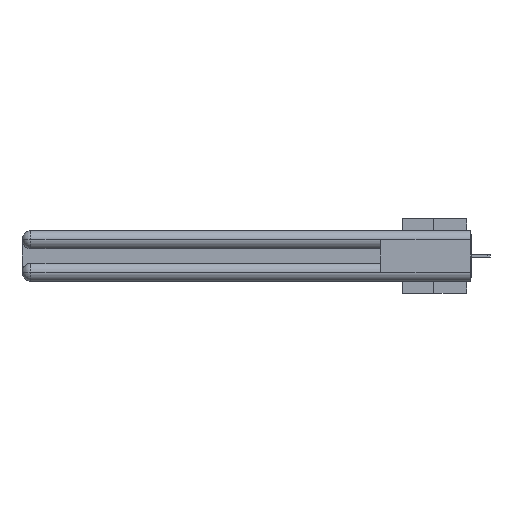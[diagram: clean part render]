
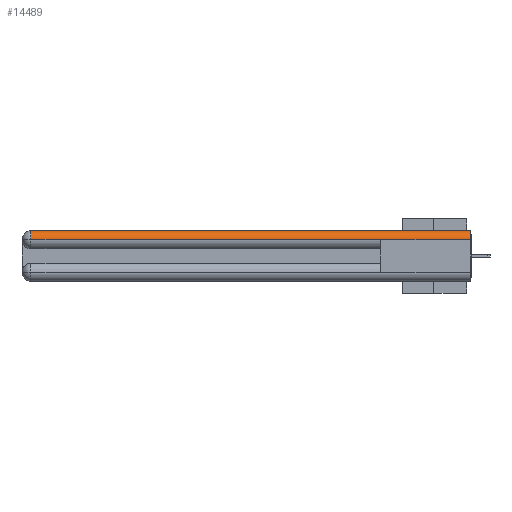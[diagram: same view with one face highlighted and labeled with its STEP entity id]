
A CAD part, left-side view. The second image highlights one B-rep face of the part: STEP entity #14489.
In plain terms, the highlighted cylindrical face has radius 1.562 mm (diameter 3.124 mm), a partial arc.
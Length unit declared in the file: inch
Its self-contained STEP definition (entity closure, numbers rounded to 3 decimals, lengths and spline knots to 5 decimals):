
#787 = VECTOR ( 'NONE', #29545, 39.37008 ) ;
#1890 = DIRECTION ( 'NONE',  ( 0., 1., 0. ) ) ;
#1905 = FACE_OUTER_BOUND ( 'NONE', #31291, .T. ) ;
#2289 = EDGE_CURVE ( 'NONE', #11002, #8922, #3826, .T. ) ;
#2341 = VECTOR ( 'NONE', #11798, 39.37008 ) ;
#3826 = LINE ( 'NONE', #31250, #2341 ) ;
#4096 = CARTESIAN_POINT ( 'NONE',  ( 0.0615, 0., -0.0615 ) ) ;
#5137 = CARTESIAN_POINT ( 'NONE',  ( 0., 3., -0.0615 ) ) ;
#5696 = LINE ( 'NONE', #5137, #787 ) ;
#6971 = VECTOR ( 'NONE', #18613, 39.37008 ) ;
#7051 = CIRCLE ( 'NONE', #30219, 0.0615 ) ;
#7377 = LINE ( 'NONE', #11126, #6971 ) ;
#7623 = ORIENTED_EDGE ( 'NONE', *, *, #10948, .T. ) ;
#7661 = EDGE_CURVE ( 'NONE', #8922, #17994, #7051, .T. ) ;
#7732 = CARTESIAN_POINT ( 'NONE',  ( 0.0615, 0., -0.0615 ) ) ;
#8320 = ORIENTED_EDGE ( 'NONE', *, *, #2289, .F. ) ;
#8922 = VERTEX_POINT ( 'NONE', #14138 ) ;
#10452 = CIRCLE ( 'NONE', #14509, 0.0615 ) ;
#10557 = ORIENTED_EDGE ( 'NONE', *, *, #19648, .F. ) ;
#10948 = EDGE_CURVE ( 'NONE', #11002, #17653, #10452, .T. ) ;
#11002 = VERTEX_POINT ( 'NONE', #15526 ) ;
#11126 = CARTESIAN_POINT ( 'NONE',  ( 0., 3., -0.0615 ) ) ;
#11798 = DIRECTION ( 'NONE',  ( 0., -1., 0. ) ) ;
#12087 = CYLINDRICAL_SURFACE ( 'NONE', #13129, 0.0615 ) ;
#12793 = CARTESIAN_POINT ( 'NONE',  ( 0., 0.6, -0.0615 ) ) ;
#13129 = AXIS2_PLACEMENT_3D ( 'NONE', #4096, #1890, #28618 ) ;
#13224 = VERTEX_POINT ( 'NONE', #12793 ) ;
#13373 = ORIENTED_EDGE ( 'NONE', *, *, #7661, .F. ) ;
#14138 = CARTESIAN_POINT ( 'NONE',  ( 0.0615, 0., 0. ) ) ;
#14489 = ADVANCED_FACE ( 'NONE', ( #1905 ), #12087, .T. ) ;
#14509 = AXIS2_PLACEMENT_3D ( 'NONE', #18031, #20226, #30184 ) ;
#15526 = CARTESIAN_POINT ( 'NONE',  ( 0.0615, 2.94, 0. ) ) ;
#17634 = EDGE_CURVE ( 'NONE', #17653, #13224, #7377, .T. ) ;
#17653 = VERTEX_POINT ( 'NONE', #25386 ) ;
#17994 = VERTEX_POINT ( 'NONE', #27019 ) ;
#18031 = CARTESIAN_POINT ( 'NONE',  ( 0.0615, 2.94, -0.0615 ) ) ;
#18613 = DIRECTION ( 'NONE',  ( 0., -1., 0. ) ) ;
#19550 = ORIENTED_EDGE ( 'NONE', *, *, #17634, .T. ) ;
#19648 = EDGE_CURVE ( 'NONE', #17994, #13224, #5696, .T. ) ;
#19843 = DIRECTION ( 'NONE',  ( 0., -1., 0. ) ) ;
#20226 = DIRECTION ( 'NONE',  ( 0., -1., 0. ) ) ;
#25386 = CARTESIAN_POINT ( 'NONE',  ( 0., 2.94, -0.0615 ) ) ;
#27019 = CARTESIAN_POINT ( 'NONE',  ( 0., 0., -0.0615 ) ) ;
#27047 = DIRECTION ( 'NONE',  ( 1., 0., 0. ) ) ;
#28618 = DIRECTION ( 'NONE',  ( 0., 0., 1. ) ) ;
#29545 = DIRECTION ( 'NONE',  ( 0., 1., 0. ) ) ;
#30184 = DIRECTION ( 'NONE',  ( 0., 0., 1. ) ) ;
#30219 = AXIS2_PLACEMENT_3D ( 'NONE', #7732, #19843, #27047 ) ;
#31250 = CARTESIAN_POINT ( 'NONE',  ( 0.0615, 0., 0. ) ) ;
#31291 = EDGE_LOOP ( 'NONE', ( #8320, #7623, #19550, #10557, #13373 ) ) ;
